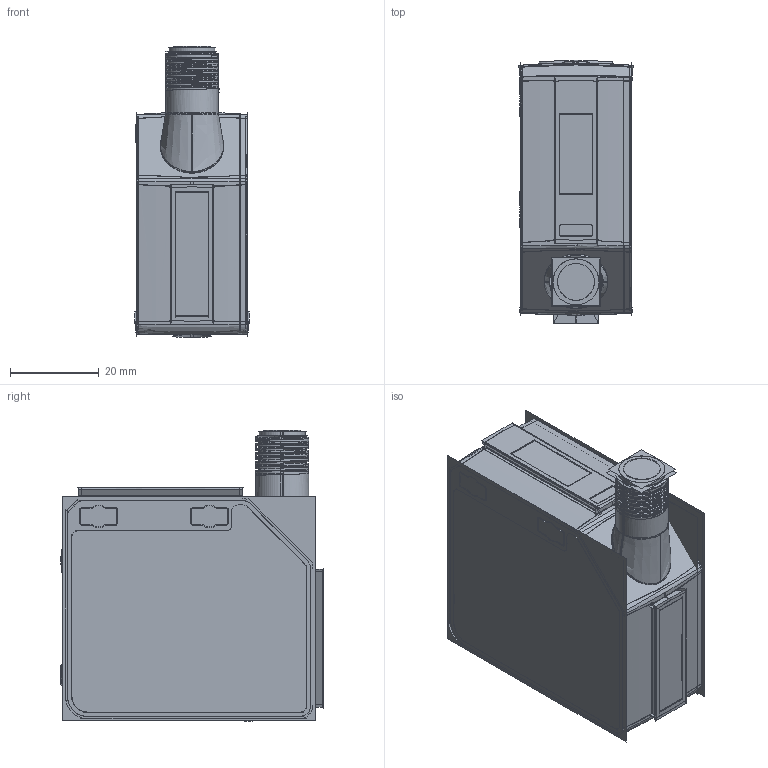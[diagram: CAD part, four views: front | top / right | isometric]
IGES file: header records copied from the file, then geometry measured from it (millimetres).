
Start section:  PTC IGES file: 226843_sm01.igs
Global section: file name: 226843_sm01.igs; native system: Creo Parametric by PTC Inc.; preprocessor: 2019292; author: PDMAdmin; organization: Unknown; date: 20220804.141457; units: millimetre
Bounding box: 25.82 x 59.29 x 65.59 mm (x, y, z)
Volume: 65515.6 mm3; surface area: 98445.6 mm2
Topology: 3 solids, 3 shells, 1120 faces, 5394 edges, 6655 vertices
Faces by surface type: bspline 642, revolution 470, extrusion 8
